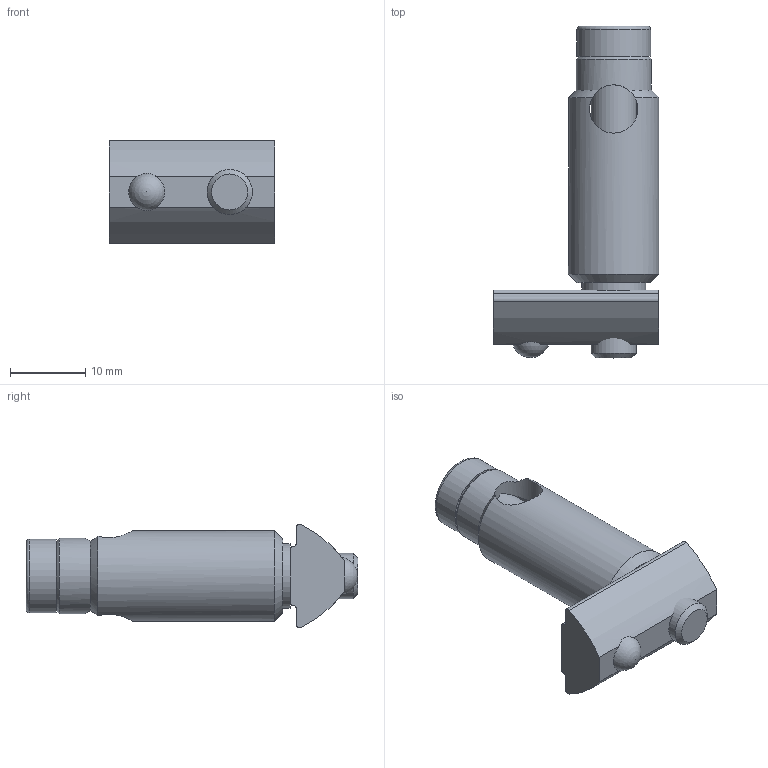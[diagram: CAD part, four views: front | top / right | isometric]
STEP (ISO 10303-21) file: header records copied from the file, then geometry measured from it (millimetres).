
FILE_DESCRIPTION( ( 'STEP AP214' ), '1' );
FILE_NAME( 'K1036.08.stp', '2020-12-10T09:21:09', ( '' ), ( '' ), ' ', 'PARTsolutions', ' ' );
FILE_SCHEMA( ( 'AUTOMOTIVE_DESIGN { 1 0 10303 214 1 1 1 1 }' ) );
Length unit declared in the file: millimetre
Products named in the file (4): K1036.08; _K1036_nutensteinB; _K1036_huelse2; _K1036_huelse4
Assembly tree (3 placements, depth 2):
  K1036.08
    _K1036_nutensteinB
    _K1036_huelse2
    _K1036_huelse4
Bounding box: 22 x 44 x 13.7 mm (x, y, z)
Volume: 4837.9 mm3; surface area: 3912.6 mm2
Topology: 3 solids, 3 shells, 72 faces, 183 edges, 115 vertices
Faces by surface type: plane 47, cylinder 16, cone 7, sphere 1, torus 1
Full cylindrical faces by diameter (mm): 4.917 x1, 6 x1, 6.4 x1, 6.5 x1, 8.5 x1, 9.8 x1, 10 x1, 12 x1
Entity records: 2928 total; most frequent: CARTESIAN_POINT 629, DIRECTION 354, ORIENTED_EDGE 318, EDGE_CURVE 159, AXIS2_PLACEMENT_3D 133, VERTEX_POINT 108, EDGE_LOOP 94, LINE 88
